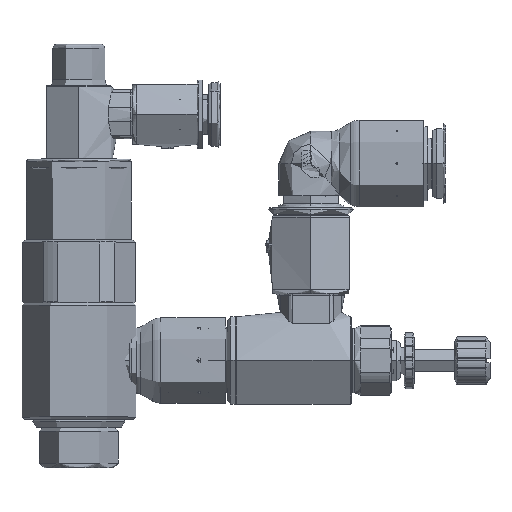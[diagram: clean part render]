
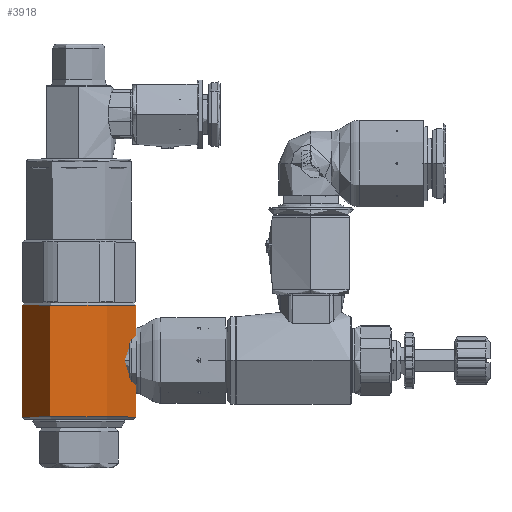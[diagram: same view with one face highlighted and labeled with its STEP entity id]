
A CAD part, top view. The second image highlights one B-rep face of the part: STEP entity #3918.
In plain terms, the highlighted cylindrical face has radius 7 mm (diameter 14 mm), a partial arc.
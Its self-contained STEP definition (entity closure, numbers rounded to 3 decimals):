
#3918=ADVANCED_FACE('',(#9934),#9935,.T.);
#9934=FACE_OUTER_BOUND('',#19779,.T.);
#9935=CYLINDRICAL_SURFACE('',#19780,7.0);
#19779=EDGE_LOOP('',(#42101,#42102,#42103,#42104,#42105,#42106));
#19780=AXIS2_PLACEMENT_3D('',#42107,#42108,#42109);
#42101=ORIENTED_EDGE('',*,*,#64967,.T.);
#42102=ORIENTED_EDGE('',*,*,#63839,.F.);
#42103=ORIENTED_EDGE('',*,*,#64968,.T.);
#42104=ORIENTED_EDGE('',*,*,#64969,.F.);
#42105=ORIENTED_EDGE('',*,*,#64970,.T.);
#42106=ORIENTED_EDGE('',*,*,#64971,.F.);
#42107=CARTESIAN_POINT('',(0.0,5.233,0.0));
#42108=DIRECTION('',(0.0,-1.0,0.0));
#42109=DIRECTION('',(1.0,0.0,0.0));
#63839=EDGE_CURVE('',#74358,#74351,#74360,.T.);
#64967=EDGE_CURVE('',#73474,#74351,#76289,.T.);
#64968=EDGE_CURVE('',#74358,#76290,#76291,.T.);
#64969=EDGE_CURVE('',#76292,#76290,#76293,.T.);
#64970=EDGE_CURVE('',#76292,#73478,#76294,.T.);
#64971=EDGE_CURVE('',#73474,#73478,#76295,.T.);
#73474=VERTEX_POINT('',#88680);
#73478=VERTEX_POINT('',#88685);
#74351=VERTEX_POINT('',#90187);
#74358=VERTEX_POINT('',#90195);
#74360=B_SPLINE_CURVE_WITH_KNOTS('',3,(#90198,#90199,#90200,#90201,#90202,#90203,#90204,#90205,#90206,#90207,#90208,#90209,#90210,#90211,#90212,#90213,#90214,#90215),.UNSPECIFIED.,.F.,.F.,(4,2,2,2,2,2,2,2,4),(-1.859,-1.704,-1.55,-1.395,-1.239,-1.084,-0.929,-0.774,-0.62),.UNSPECIFIED.);
#76289=LINE('',#94729,#94730);
#76290=VERTEX_POINT('',#94731);
#76291=LINE('',#94732,#94733);
#76292=VERTEX_POINT('',#94734);
#76293=CIRCLE('',#94735,7.0);
#76294=LINE('',#94736,#94737);
#76295=CIRCLE('',#94738,7.0);
#88680=CARTESIAN_POINT('',(7.0,6.25,0.));
#88685=CARTESIAN_POINT('',(-7.0,6.25,0.0));
#90187=CARTESIAN_POINT('',(7.0,9.2,0.0));
#90195=CARTESIAN_POINT('',(7.0,17.2,0.0));
#90198=CARTESIAN_POINT('',(7.0,17.2,0.));
#90199=CARTESIAN_POINT('',(7.0,17.2,0.515));
#90200=CARTESIAN_POINT('',(6.938,17.095,1.056));
#90201=CARTESIAN_POINT('',(6.715,16.682,2.039));
#90202=CARTESIAN_POINT('',(6.557,16.376,2.481));
#90203=CARTESIAN_POINT('',(6.249,15.679,3.178));
#90204=CARTESIAN_POINT('',(6.077,15.238,3.483));
#90205=CARTESIAN_POINT('',(5.822,14.258,3.894));
#90206=CARTESIAN_POINT('',(5.745,13.718,4.0));
#90207=CARTESIAN_POINT('',(5.745,12.682,4.0));
#90208=CARTESIAN_POINT('',(5.822,12.142,3.894));
#90209=CARTESIAN_POINT('',(6.077,11.162,3.483));
#90210=CARTESIAN_POINT('',(6.249,10.721,3.178));
#90211=CARTESIAN_POINT('',(6.557,10.024,2.481));
#90212=CARTESIAN_POINT('',(6.715,9.718,2.039));
#90213=CARTESIAN_POINT('',(6.938,9.305,1.056));
#90214=CARTESIAN_POINT('',(7.0,9.2,0.515));
#90215=CARTESIAN_POINT('',(7.0,9.2,0.));
#94729=CARTESIAN_POINT('',(7.0,13.125,0.));
#94730=VECTOR('',#124861,1.0);
#94731=CARTESIAN_POINT('',(7.0,20.0,0.0));
#94732=CARTESIAN_POINT('',(7.0,13.125,0.));
#94733=VECTOR('',#124862,1.0);
#94734=CARTESIAN_POINT('',(-7.0,20.0,0.));
#94735=AXIS2_PLACEMENT_3D('',#124863,#124864,#124865);
#94736=CARTESIAN_POINT('',(-7.0,13.125,0.));
#94737=VECTOR('',#124866,1.0);
#94738=AXIS2_PLACEMENT_3D('',#124867,#124868,#124869);
#124861=DIRECTION('',(-0.0,1.0,-0.0));
#124862=DIRECTION('',(-0.0,1.0,-0.0));
#124863=CARTESIAN_POINT('',(0.0,20.0,0.0));
#124864=DIRECTION('',(0.0,1.0,0.0));
#124865=DIRECTION('',(-1.0,0.0,0.0));
#124866=DIRECTION('',(0.0,-1.0,0.0));
#124867=CARTESIAN_POINT('',(0.0,6.25,0.0));
#124868=DIRECTION('',(0.0,-1.0,0.0));
#124869=DIRECTION('',(-1.0,0.0,0.0));
